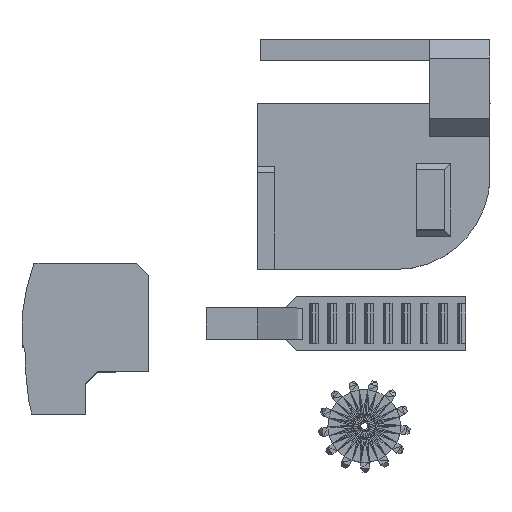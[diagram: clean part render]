
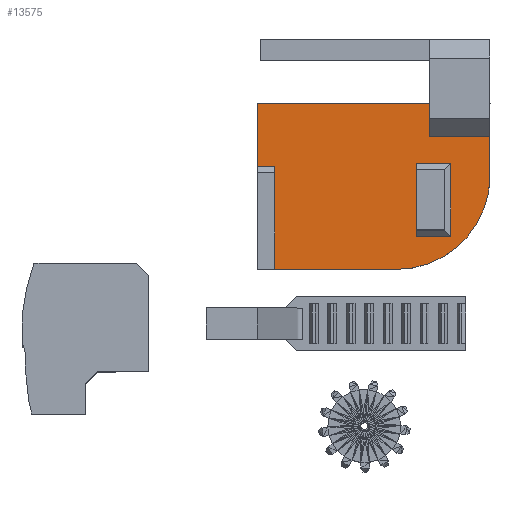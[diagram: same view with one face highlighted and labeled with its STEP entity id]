
A CAD part, top view. The second image highlights one B-rep face of the part: STEP entity #13575.
In plain terms, the highlighted planar face has unit normal (0, 0, 1).
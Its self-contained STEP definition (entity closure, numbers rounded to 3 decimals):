
#37=FACE_BOUND('',#3046,.T.);
#1010=PLANE('',#14611);
#2022=FACE_OUTER_BOUND('',#3045,.T.);
#3045=EDGE_LOOP('',(#12409,#12410,#12411,#12412,#12413,#12414,#12415,#12416,
#12417,#12418,#12419,#12420));
#3046=EDGE_LOOP('',(#12421,#12422,#12423,#12424));
#4732=LINE('',#21774,#6475);
#4733=LINE('',#21776,#6476);
#4737=LINE('',#21784,#6480);
#4739=LINE('',#21788,#6482);
#4740=LINE('',#21790,#6483);
#4741=LINE('',#21792,#6484);
#4742=LINE('',#21796,#6485);
#4743=LINE('',#21798,#6486);
#4744=LINE('',#21800,#6487);
#4745=LINE('',#21802,#6488);
#4746=LINE('',#21803,#6489);
#4747=LINE('',#21806,#6490);
#4748=LINE('',#21808,#6491);
#4749=LINE('',#21810,#6492);
#4750=LINE('',#21811,#6493);
#6475=VECTOR('',#18270,10.);
#6476=VECTOR('',#18271,10.);
#6480=VECTOR('',#18277,10.);
#6482=VECTOR('',#18281,10.);
#6483=VECTOR('',#18282,10.);
#6484=VECTOR('',#18283,10.);
#6485=VECTOR('',#18286,10.);
#6486=VECTOR('',#18287,10.);
#6487=VECTOR('',#18288,10.);
#6488=VECTOR('',#18289,10.);
#6489=VECTOR('',#18290,10.);
#6490=VECTOR('',#18291,10.);
#6491=VECTOR('',#18292,10.);
#6492=VECTOR('',#18293,10.);
#6493=VECTOR('',#18294,10.);
#6573=CIRCLE('',#14612,15.5);
#7279=VERTEX_POINT('',#21771);
#7280=VERTEX_POINT('',#21773);
#7281=VERTEX_POINT('',#21775);
#7284=VERTEX_POINT('',#21782);
#7285=VERTEX_POINT('',#21787);
#7286=VERTEX_POINT('',#21789);
#7287=VERTEX_POINT('',#21791);
#7288=VERTEX_POINT('',#21793);
#7289=VERTEX_POINT('',#21795);
#7290=VERTEX_POINT('',#21797);
#7291=VERTEX_POINT('',#21799);
#7292=VERTEX_POINT('',#21801);
#7293=VERTEX_POINT('',#21804);
#7294=VERTEX_POINT('',#21805);
#7295=VERTEX_POINT('',#21807);
#7296=VERTEX_POINT('',#21809);
#9000=EDGE_CURVE('',#7279,#7280,#4732,.T.);
#9001=EDGE_CURVE('',#7280,#7281,#4733,.T.);
#9005=EDGE_CURVE('',#7284,#7279,#4737,.T.);
#9007=EDGE_CURVE('',#7284,#7285,#4739,.T.);
#9008=EDGE_CURVE('',#7286,#7285,#4740,.T.);
#9009=EDGE_CURVE('',#7286,#7287,#4741,.T.);
#9010=EDGE_CURVE('',#7288,#7287,#6573,.T.);
#9011=EDGE_CURVE('',#7289,#7288,#4742,.T.);
#9012=EDGE_CURVE('',#7290,#7289,#4743,.T.);
#9013=EDGE_CURVE('',#7290,#7291,#4744,.T.);
#9014=EDGE_CURVE('',#7291,#7292,#4745,.T.);
#9015=EDGE_CURVE('',#7292,#7281,#4746,.T.);
#9016=EDGE_CURVE('',#7293,#7294,#4747,.T.);
#9017=EDGE_CURVE('',#7295,#7294,#4748,.T.);
#9018=EDGE_CURVE('',#7296,#7295,#4749,.T.);
#9019=EDGE_CURVE('',#7293,#7296,#4750,.T.);
#12409=ORIENTED_EDGE('',*,*,#9005,.F.);
#12410=ORIENTED_EDGE('',*,*,#9007,.T.);
#12411=ORIENTED_EDGE('',*,*,#9008,.F.);
#12412=ORIENTED_EDGE('',*,*,#9009,.T.);
#12413=ORIENTED_EDGE('',*,*,#9010,.F.);
#12414=ORIENTED_EDGE('',*,*,#9011,.F.);
#12415=ORIENTED_EDGE('',*,*,#9012,.F.);
#12416=ORIENTED_EDGE('',*,*,#9013,.T.);
#12417=ORIENTED_EDGE('',*,*,#9014,.T.);
#12418=ORIENTED_EDGE('',*,*,#9015,.T.);
#12419=ORIENTED_EDGE('',*,*,#9001,.F.);
#12420=ORIENTED_EDGE('',*,*,#9000,.F.);
#12421=ORIENTED_EDGE('',*,*,#9016,.T.);
#12422=ORIENTED_EDGE('',*,*,#9017,.F.);
#12423=ORIENTED_EDGE('',*,*,#9018,.F.);
#12424=ORIENTED_EDGE('',*,*,#9019,.F.);
#13575=ADVANCED_FACE('',(#2022,#37),#1010,.T.);
#14611=AXIS2_PLACEMENT_3D('',#21786,#18279,#18280);
#14612=AXIS2_PLACEMENT_3D('',#21794,#18284,#18285);
#18270=DIRECTION('',(0.,1.,0.));
#18271=DIRECTION('',(0.,1.,0.));
#18277=DIRECTION('',(-1.,0.,0.));
#18279=DIRECTION('center_axis',(0.,0.,1.));
#18280=DIRECTION('ref_axis',(0.,1.,0.));
#18281=DIRECTION('',(0.,-1.,0.));
#18282=DIRECTION('',(-1.,0.,0.));
#18283=DIRECTION('',(1.,0.,0.));
#18284=DIRECTION('center_axis',(0.,0.,-1.));
#18285=DIRECTION('ref_axis',(0.707,-0.707,0.));
#18286=DIRECTION('',(0.,-1.,0.));
#18287=DIRECTION('',(1.,0.,0.));
#18288=DIRECTION('',(0.,1.,0.));
#18289=DIRECTION('',(0.,1.,0.));
#18290=DIRECTION('',(-1.,0.,0.));
#18291=DIRECTION('',(0.,1.,0.));
#18292=DIRECTION('',(-1.,0.,0.));
#18293=DIRECTION('',(0.,1.,0.));
#18294=DIRECTION('',(1.,0.,0.));
#21771=CARTESIAN_POINT('',(-18.5,51.,3.3));
#21773=CARTESIAN_POINT('',(-18.5,60.,3.3));
#21774=CARTESIAN_POINT('',(-18.5,34.,3.3));
#21775=CARTESIAN_POINT('',(-18.5,61.4,3.3));
#21776=CARTESIAN_POINT('',(-18.5,34.,3.3));
#21782=CARTESIAN_POINT('',(-15.61,51.,3.3));
#21784=CARTESIAN_POINT('',(-3.8,51.,3.3));
#21786=CARTESIAN_POINT('Origin',(8.,34.,3.3));
#21787=CARTESIAN_POINT('',(-15.61,34.,3.3));
#21788=CARTESIAN_POINT('',(-15.61,34.,3.3));
#21789=CARTESIAN_POINT('',(-15.6,34.,3.3));
#21790=CARTESIAN_POINT('',(-3.8,34.,3.3));
#21791=CARTESIAN_POINT('',(4.5,34.,3.3));
#21792=CARTESIAN_POINT('',(8.,34.,3.3));
#21793=CARTESIAN_POINT('',(20.,49.5,3.3));
#21794=CARTESIAN_POINT('Origin',(4.5,49.5,3.3));
#21795=CARTESIAN_POINT('',(20.,56.,3.3));
#21796=CARTESIAN_POINT('',(20.,34.,3.3));
#21797=CARTESIAN_POINT('',(10.,56.,3.3));
#21798=CARTESIAN_POINT('',(9.5,56.,3.3));
#21799=CARTESIAN_POINT('',(10.,59.,3.3));
#21800=CARTESIAN_POINT('',(10.,59.,3.3));
#21801=CARTESIAN_POINT('',(10.,61.4,3.3));
#21802=CARTESIAN_POINT('',(10.,59.,3.3));
#21803=CARTESIAN_POINT('',(-18.,61.4,3.3));
#21804=CARTESIAN_POINT('',(7.81,39.5,3.3));
#21805=CARTESIAN_POINT('',(7.81,51.5,3.3));
#21806=CARTESIAN_POINT('',(7.81,42.25,3.3));
#21807=CARTESIAN_POINT('',(13.5,51.5,3.3));
#21808=CARTESIAN_POINT('',(10.25,51.5,3.3));
#21809=CARTESIAN_POINT('',(13.5,39.5,3.3));
#21810=CARTESIAN_POINT('',(13.5,37.25,3.3));
#21811=CARTESIAN_POINT('',(7.9,39.5,3.3));
